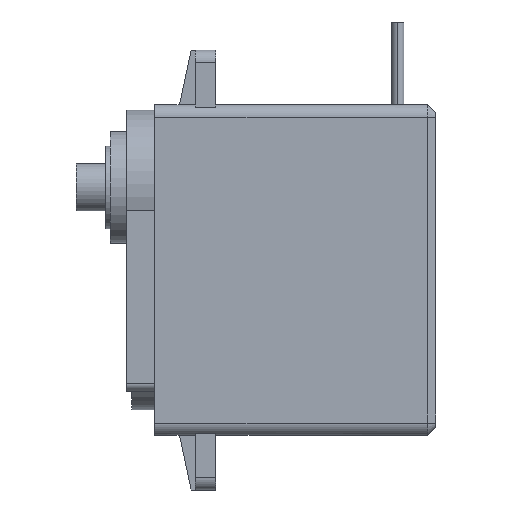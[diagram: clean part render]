
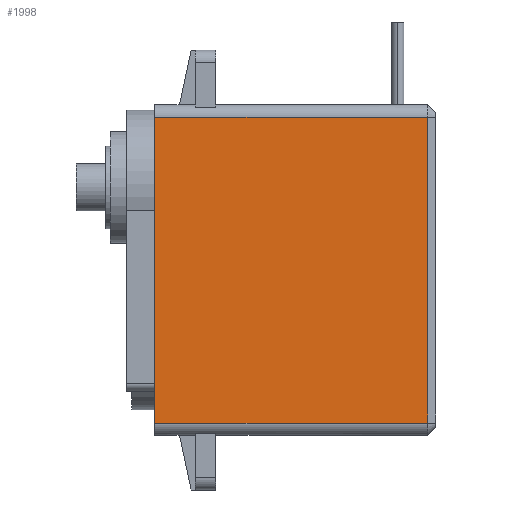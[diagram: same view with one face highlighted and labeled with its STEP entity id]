
A CAD part, left-side view. The second image highlights one B-rep face of the part: STEP entity #1998.
In plain terms, the highlighted planar face has unit normal (-1, 0, 0).
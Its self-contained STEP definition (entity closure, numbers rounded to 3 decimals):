
#415 = CARTESIAN_POINT ( 'NONE',  ( -10., 7.4, -28.5 ) ) ;
#650 = DIRECTION ( 'NONE',  ( 0., 1., 0. ) ) ;
#736 = EDGE_CURVE ( 'NONE', #4673, #851, #3261, .T. ) ;
#755 = CARTESIAN_POINT ( 'NONE',  ( -10., 7.4, 8.5 ) ) ;
#851 = VERTEX_POINT ( 'NONE', #755 ) ;
#943 = CARTESIAN_POINT ( 'NONE',  ( -10., 7.4, -30. ) ) ;
#1409 = DIRECTION ( 'NONE',  ( -1., 0., 0. ) ) ;
#1442 = ORIENTED_EDGE ( 'NONE', *, *, #2707, .T. ) ;
#1815 = VECTOR ( 'NONE', #4256, 1000. ) ;
#1998 = ADVANCED_FACE ( 'NONE', ( #5867 ), #3768, .T. ) ;
#2462 = DIRECTION ( 'NONE',  ( 0., 0., 1. ) ) ;
#2649 = AXIS2_PLACEMENT_3D ( 'NONE', #943, #1409, #2462 ) ;
#2674 = EDGE_CURVE ( 'NONE', #4673, #2974, #5289, .T. ) ;
#2707 = EDGE_CURVE ( 'NONE', #2974, #3071, #4839, .T. ) ;
#2863 = CARTESIAN_POINT ( 'NONE',  ( -10., -26.6, -28.5 ) ) ;
#2903 = VECTOR ( 'NONE', #3842, 1000. ) ;
#2974 = VERTEX_POINT ( 'NONE', #3856 ) ;
#3071 = VERTEX_POINT ( 'NONE', #4942 ) ;
#3116 = EDGE_LOOP ( 'NONE', ( #6336, #1442, #4564, #4268 ) ) ;
#3261 = LINE ( 'NONE', #5724, #1815 ) ;
#3768 = PLANE ( 'NONE',  #2649 ) ;
#3842 = DIRECTION ( 'NONE',  ( 0., -1., 0. ) ) ;
#3856 = CARTESIAN_POINT ( 'NONE',  ( -10., -25.6, -28.5 ) ) ;
#4129 = VECTOR ( 'NONE', #5576, 1000. ) ;
#4197 = LINE ( 'NONE', #6069, #5987 ) ;
#4256 = DIRECTION ( 'NONE',  ( 0., 0., 1. ) ) ;
#4268 = ORIENTED_EDGE ( 'NONE', *, *, #736, .F. ) ;
#4564 = ORIENTED_EDGE ( 'NONE', *, *, #5642, .T. ) ;
#4673 = VERTEX_POINT ( 'NONE', #415 ) ;
#4839 = LINE ( 'NONE', #5157, #4129 ) ;
#4942 = CARTESIAN_POINT ( 'NONE',  ( -10., -25.6, 8.5 ) ) ;
#5157 = CARTESIAN_POINT ( 'NONE',  ( -10., -25.6, 8.5 ) ) ;
#5289 = LINE ( 'NONE', #2863, #2903 ) ;
#5576 = DIRECTION ( 'NONE',  ( 0., 0., 1. ) ) ;
#5642 = EDGE_CURVE ( 'NONE', #3071, #851, #4197, .T. ) ;
#5724 = CARTESIAN_POINT ( 'NONE',  ( -10., 7.4, 10. ) ) ;
#5867 = FACE_OUTER_BOUND ( 'NONE', #3116, .T. ) ;
#5987 = VECTOR ( 'NONE', #650, 1000. ) ;
#6069 = CARTESIAN_POINT ( 'NONE',  ( -10., 7.4, 8.5 ) ) ;
#6336 = ORIENTED_EDGE ( 'NONE', *, *, #2674, .T. ) ;
